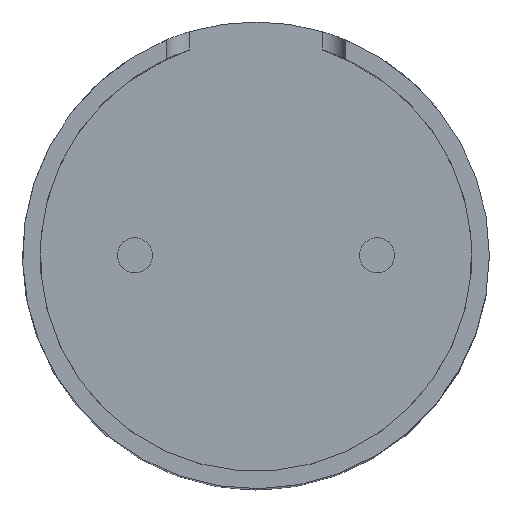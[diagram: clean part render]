
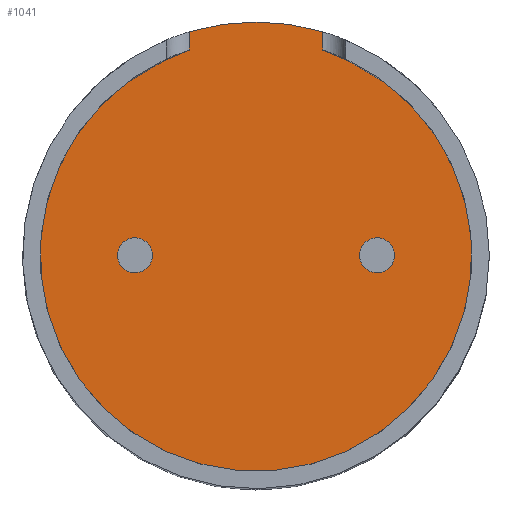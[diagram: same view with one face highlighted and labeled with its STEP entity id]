
A CAD part, top view. The second image highlights one B-rep face of the part: STEP entity #1041.
In plain terms, the highlighted planar face has unit normal (0, 0, 1).
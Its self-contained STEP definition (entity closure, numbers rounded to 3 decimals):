
#53=FACE_BOUND('',#150,.T.);
#54=FACE_BOUND('',#151,.T.);
#87=FACE_OUTER_BOUND('',#149,.T.);
#149=EDGE_LOOP('',(#778,#779,#780,#781));
#150=EDGE_LOOP('',(#782));
#151=EDGE_LOOP('',(#783));
#233=LINE('',#1710,#322);
#234=LINE('',#1725,#323);
#322=VECTOR('',#1291,10.);
#323=VECTOR('',#1294,10.);
#391=CIRCLE('',#1117,20.);
#392=CIRCLE('',#1118,18.5);
#393=CIRCLE('',#1119,1.5);
#394=CIRCLE('',#1120,1.5);
#465=VERTEX_POINT('',#1685);
#468=VERTEX_POINT('',#1699);
#470=VERTEX_POINT('',#1713);
#471=VERTEX_POINT('',#1724);
#473=VERTEX_POINT('',#1741);
#474=VERTEX_POINT('',#1743);
#587=EDGE_CURVE('',#468,#465,#233,.T.);
#589=EDGE_CURVE('',#470,#471,#234,.T.);
#592=EDGE_CURVE('',#471,#468,#391,.T.);
#593=EDGE_CURVE('',#470,#465,#392,.T.);
#594=EDGE_CURVE('',#473,#473,#393,.T.);
#595=EDGE_CURVE('',#474,#474,#394,.T.);
#778=ORIENTED_EDGE('',*,*,#587,.F.);
#779=ORIENTED_EDGE('',*,*,#592,.F.);
#780=ORIENTED_EDGE('',*,*,#589,.F.);
#781=ORIENTED_EDGE('',*,*,#593,.T.);
#782=ORIENTED_EDGE('',*,*,#594,.T.);
#783=ORIENTED_EDGE('',*,*,#595,.T.);
#994=PLANE('',#1116);
#1041=ADVANCED_FACE('',(#87,#53,#54),#994,.T.);
#1116=AXIS2_PLACEMENT_3D('',#1738,#1296,#1297);
#1117=AXIS2_PLACEMENT_3D('',#1739,#1298,#1299);
#1118=AXIS2_PLACEMENT_3D('',#1740,#1300,#1301);
#1119=AXIS2_PLACEMENT_3D('',#1742,#1302,#1303);
#1120=AXIS2_PLACEMENT_3D('',#1744,#1304,#1305);
#1291=DIRECTION('',(0.,-1.,0.));
#1294=DIRECTION('',(0.,1.,0.));
#1296=DIRECTION('center_axis',(0.,0.,1.));
#1297=DIRECTION('ref_axis',(-1.,0.,0.));
#1298=DIRECTION('center_axis',(0.,0.,-1.));
#1299=DIRECTION('ref_axis',(-1.,0.,0.));
#1300=DIRECTION('center_axis',(0.,0.,1.));
#1301=DIRECTION('ref_axis',(-1.,0.,0.));
#1302=DIRECTION('center_axis',(0.,0.,-1.));
#1303=DIRECTION('ref_axis',(-1.,0.,0.));
#1304=DIRECTION('center_axis',(0.,0.,-1.));
#1305=DIRECTION('ref_axis',(-1.,0.,0.));
#1685=CARTESIAN_POINT('',(5.07,456.195,30.));
#1699=CARTESIAN_POINT('',(5.07,457.766,30.));
#1710=CARTESIAN_POINT('',(5.07,437.825,30.));
#1713=CARTESIAN_POINT('',(-6.337,456.195,30.));
#1724=CARTESIAN_POINT('',(-6.337,457.766,30.));
#1725=CARTESIAN_POINT('',(-6.337,437.006,30.));
#1738=CARTESIAN_POINT('Origin',(-20.633,418.596,30.));
#1739=CARTESIAN_POINT('Origin',(-0.633,438.596,30.));
#1740=CARTESIAN_POINT('Origin',(-0.633,438.596,30.));
#1741=CARTESIAN_POINT('',(11.242,438.596,30.));
#1742=CARTESIAN_POINT('Origin',(9.742,438.596,30.));
#1743=CARTESIAN_POINT('',(-9.508,438.596,30.));
#1744=CARTESIAN_POINT('Origin',(-11.008,438.596,30.));
